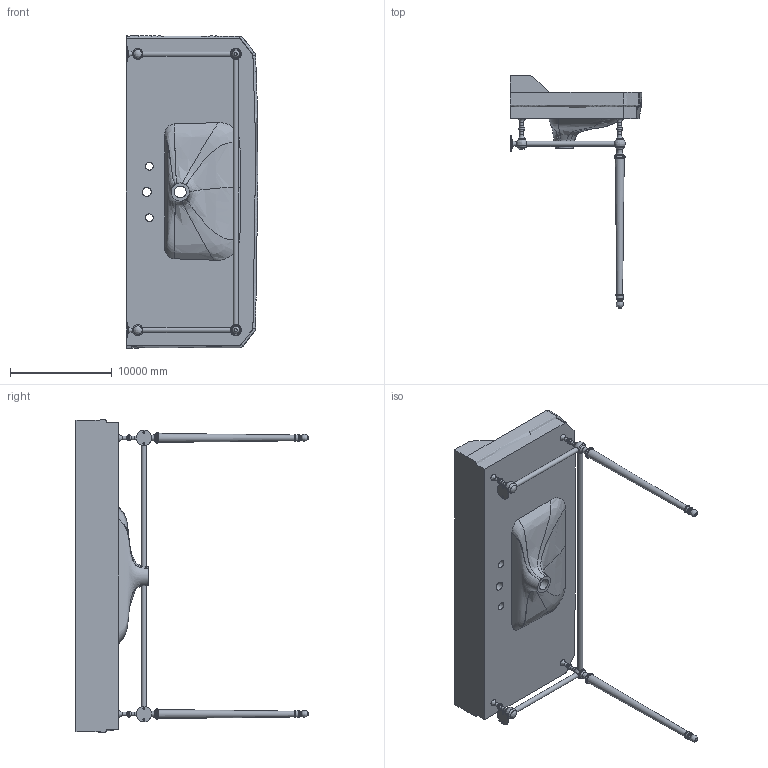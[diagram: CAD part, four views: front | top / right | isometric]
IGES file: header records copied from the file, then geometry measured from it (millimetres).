
Global section: file name: 100029; native system: AutoCAD 2016 - English; preprocessor: Autodesk Translation Framework DWG producer (atf_dwg_producer); organization: unknown; date: 20180130.185751; units: inch
Bounding box: 12977.23 x 22860 x 30744.58 mm (x, y, z)
Volume: 847453592668.8 mm3; surface area: 1408224880 mm2
Topology: 14 solids, 14 shells, 282 faces, 758 edges, 525 vertices
Faces by surface type: bspline 282
